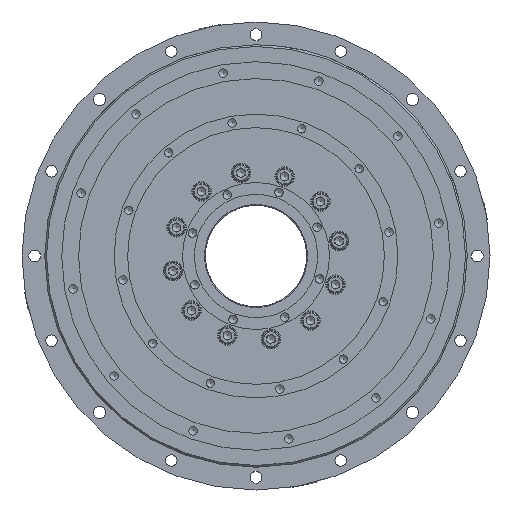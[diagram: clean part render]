
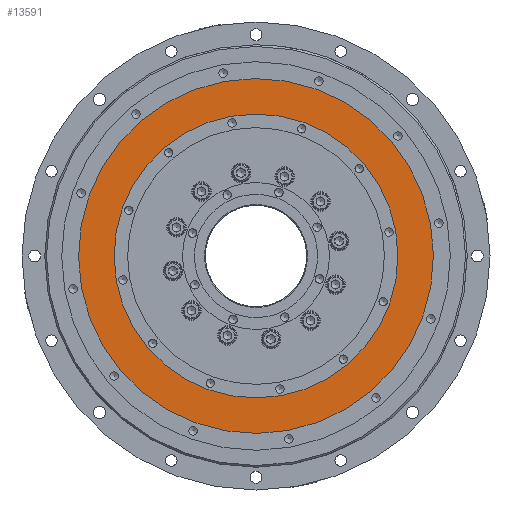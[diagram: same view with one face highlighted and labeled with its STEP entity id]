
A CAD part, front view. The second image highlights one B-rep face of the part: STEP entity #13591.
In plain terms, the highlighted planar face has unit normal (0, -1, 0).
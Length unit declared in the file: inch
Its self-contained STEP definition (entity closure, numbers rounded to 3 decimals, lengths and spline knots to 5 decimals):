
#510 = ORIENTED_EDGE ( 'NONE', *, *, #23139, .F. ) ;
#602 = CARTESIAN_POINT ( 'NONE',  ( 0., -1.94769, 0. ) ) ;
#2309 = VERTEX_POINT ( 'NONE', #3896 ) ;
#3465 = FACE_BOUND ( 'NONE', #11427, .T. ) ;
#3896 = CARTESIAN_POINT ( 'NONE',  ( 1.1194, -1.94769, 3.11187 ) ) ;
#4832 = CIRCLE ( 'NONE', #12176, 4.13386 ) ;
#4862 = CARTESIAN_POINT ( 'NONE',  ( 0., -1.94769, 0. ) ) ;
#7348 = DIRECTION ( 'NONE',  ( 0.338, 0., 0.941 ) ) ;
#9253 = DIRECTION ( 'NONE',  ( 0.338, 0., 0.941 ) ) ;
#9655 = CIRCLE ( 'NONE', #27150, 3.30709 ) ;
#11287 = EDGE_CURVE ( 'NONE', #20415, #20415, #4832, .T. ) ;
#11427 = EDGE_LOOP ( 'NONE', ( #510 ) ) ;
#12176 = AXIS2_PLACEMENT_3D ( 'NONE', #12885, #20084, #9253 ) ;
#12885 = CARTESIAN_POINT ( 'NONE',  ( 0., -1.94769, 0. ) ) ;
#13181 = AXIS2_PLACEMENT_3D ( 'NONE', #602, #27090, #7348 ) ;
#13354 = DIRECTION ( 'NONE',  ( 0., -1., 0. ) ) ;
#13591 = ADVANCED_FACE ( 'NONE', ( #3465, #14130 ), #27231, .T. ) ;
#14130 = FACE_OUTER_BOUND ( 'NONE', #15460, .T. ) ;
#15460 = EDGE_LOOP ( 'NONE', ( #27841 ) ) ;
#17834 = CARTESIAN_POINT ( 'NONE',  ( 1.39925, -1.94769, 3.88984 ) ) ;
#20084 = DIRECTION ( 'NONE',  ( 0., -1., 0. ) ) ;
#20415 = VERTEX_POINT ( 'NONE', #17834 ) ;
#23139 = EDGE_CURVE ( 'NONE', #2309, #2309, #9655, .T. ) ;
#24451 = DIRECTION ( 'NONE',  ( 0.338, 0., 0.941 ) ) ;
#27090 = DIRECTION ( 'NONE',  ( 0., -1., 0. ) ) ;
#27150 = AXIS2_PLACEMENT_3D ( 'NONE', #4862, #13354, #24451 ) ;
#27231 = PLANE ( 'NONE',  #13181 ) ;
#27841 = ORIENTED_EDGE ( 'NONE', *, *, #11287, .T. ) ;
